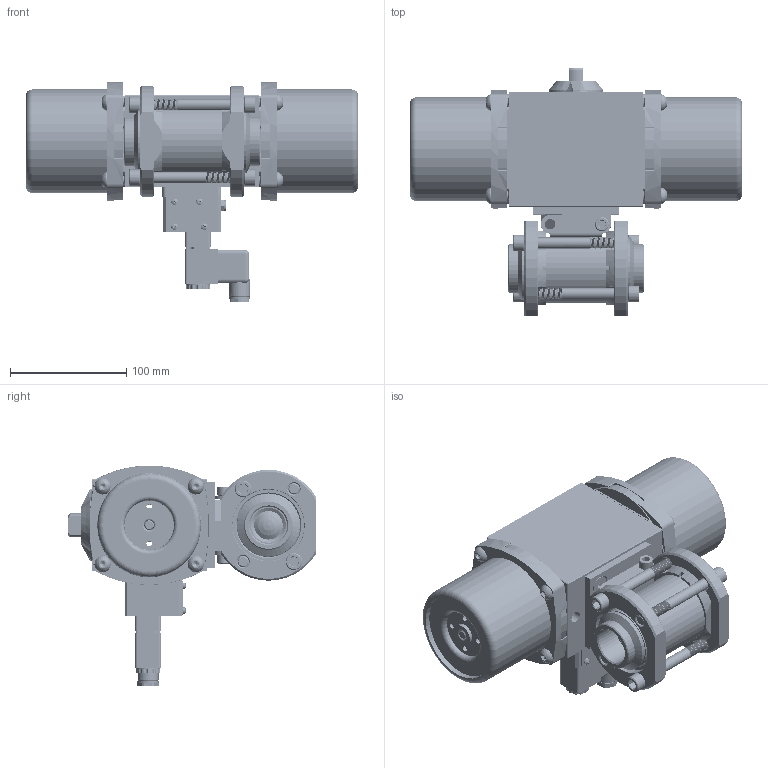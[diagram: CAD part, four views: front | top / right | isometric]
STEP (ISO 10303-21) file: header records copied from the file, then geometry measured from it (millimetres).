
FILE_DESCRIPTION (( 'STEP AP203' ), '1' );
FILE_NAME ('21XXTSWSA522SR3GPDS.step', '2018-06-04T15:48:07', ( '' ), ( '' ), 'SwSTEP 2.0', 'SolidWorks 2017', '' );
FILE_SCHEMA (( 'CONFIG_CONTROL_DESIGN' ));
Products named in the file (1): 21XXTSWSA522SR3GPDS
Bounding box: 285.09 x 212.61 x 189.65 mm (x, y, z)
Volume: 1342087.7 mm3; surface area: 530914.1 mm2
Topology: 66 solids, 66 shells, 6021 faces, 15517 edges, 9699 vertices
Faces by surface type: cylinder 2596, cone 2051, plane 1002, torus 257, bspline 85, sphere 30
Entity records: 215977 total; most frequent: CARTESIAN_POINT 68379, DIRECTION 32949, ORIENTED_EDGE 30770, EDGE_CURVE 15385, AXIS2_PLACEMENT_3D 13396, VERTEX_POINT 9695, CIRCLE 7459, EDGE_LOOP 6468
